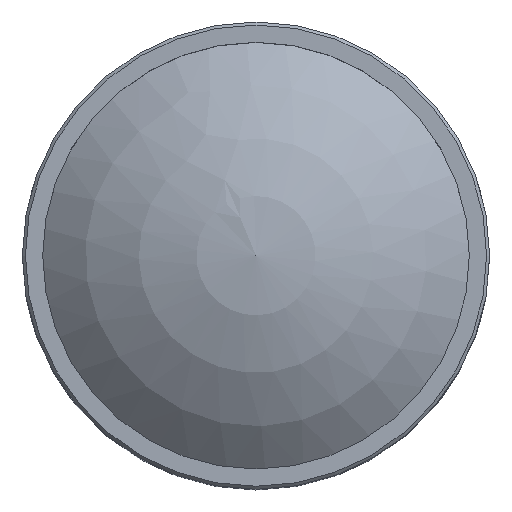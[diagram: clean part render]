
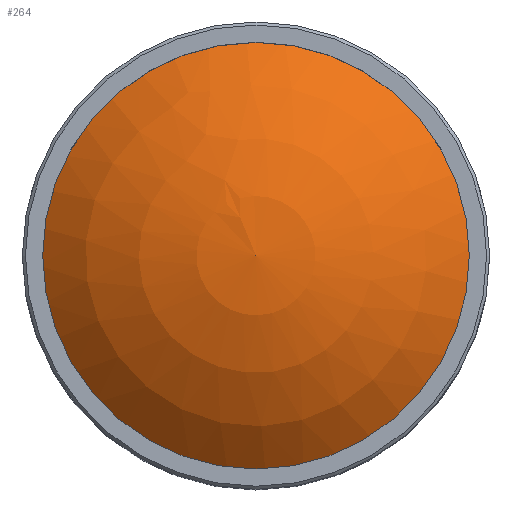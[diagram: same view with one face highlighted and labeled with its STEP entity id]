
A CAD part, top view. The second image highlights one B-rep face of the part: STEP entity #264.
In plain terms, the highlighted spherical face has radius 31.209 mm.
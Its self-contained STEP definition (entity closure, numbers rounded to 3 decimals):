
#87 = DIRECTION ( 'NONE',  ( -0.383, 0.924, 0. ) ) ;
#115 = CARTESIAN_POINT ( 'NONE',  ( 0., 0., -742. ) ) ;
#124 = AXIS2_PLACEMENT_3D ( 'NONE', #115, #509, #455 ) ;
#135 = VERTEX_POINT ( 'NONE', #277 ) ;
#235 = ORIENTED_EDGE ( 'NONE', *, *, #756, .F. ) ;
#264 = ADVANCED_FACE ( 'NONE', ( #586 ), #410, .T. ) ;
#277 = CARTESIAN_POINT ( 'NONE',  ( 8.217, -19.816, -742. ) ) ;
#280 = DIRECTION ( 'NONE',  ( 0., 0., 1. ) ) ;
#402 = CIRCLE ( 'NONE', #124, 21.452 ) ;
#410 = SPHERICAL_SURFACE ( 'NONE', #533, 31.21 ) ;
#455 = DIRECTION ( 'NONE',  ( 0.383, -0.924, 0. ) ) ;
#509 = DIRECTION ( 'NONE',  ( 0., 0., -1. ) ) ;
#533 = AXIS2_PLACEMENT_3D ( 'NONE', #580, #280, #87 ) ;
#580 = CARTESIAN_POINT ( 'NONE',  ( 0., 0., -764.668 ) ) ;
#586 = FACE_OUTER_BOUND ( 'NONE', #797, .T. ) ;
#756 = EDGE_CURVE ( 'NONE', #135, #135, #402, .T. ) ;
#797 = EDGE_LOOP ( 'NONE', ( #235 ) ) ;
